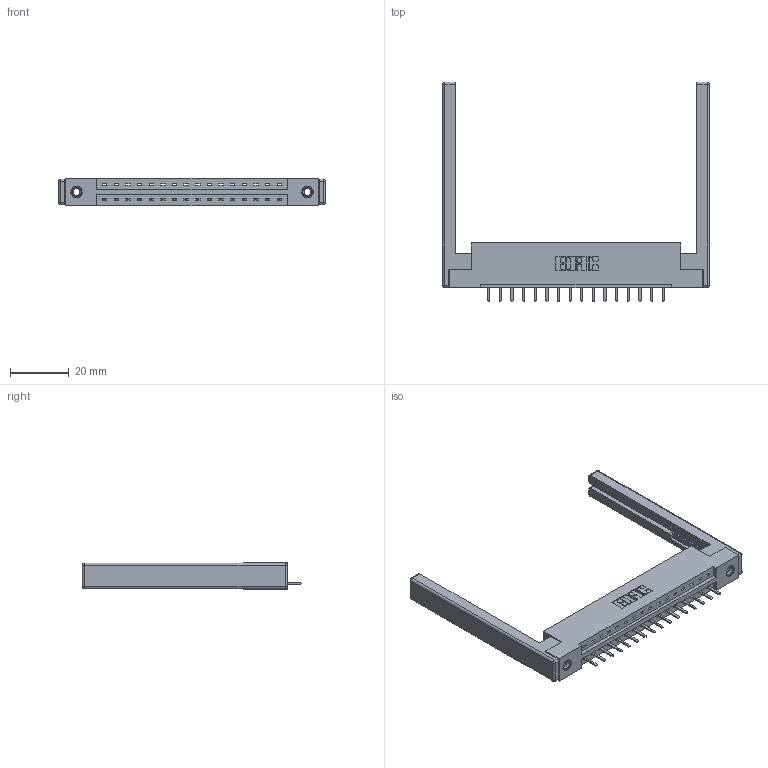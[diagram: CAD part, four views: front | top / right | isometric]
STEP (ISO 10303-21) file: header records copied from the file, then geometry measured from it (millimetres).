
FILE_DESCRIPTION (( 'STEP AP203' ), '1' );
FILE_NAME ('387-016-520-168.STEP', '2019-10-02T17:57:58', ( '' ), ( '' ), 'SwSTEP 2.0', 'SolidWorks 2016', '' );
FILE_SCHEMA (( 'CONFIG_CONTROL_DESIGN' ));
Length unit declared in the file: inch
Products named in the file (5): 337 Part_Flush Mounting Lugs - 0.156 Dia-TI; 387-016-520-168; 345-250-001_345-250-001-102; 307-220-068; 345-292-001_345-293-120
Assembly tree (21 placements, depth 2):
  387-016-520-168
    337 Part_Flush Mounting Lugs - 0.156 Dia-TI
    345-292-001_345-293-120  x16
    345-250-001_345-250-001-102  x2
    307-220-068  x2
Bounding box: 90.83 x 74.76 x 9.4 mm (x, y, z)
Volume: 13460.1 mm3; surface area: 13154.1 mm2
Topology: 21 solids, 21 shells, 1324 faces, 3837 edges, 2494 vertices
Faces by surface type: plane 926, cylinder 374, cone 12, sphere 8, torus 4
Entity records: 18130 total; most frequent: CARTESIAN_POINT 3123, ORIENTED_EDGE 3052, DIRECTION 2744, EDGE_CURVE 1526, LINE 1344, VECTOR 1344, VERTEX_POINT 1006, AXIS2_PLACEMENT_3D 700
